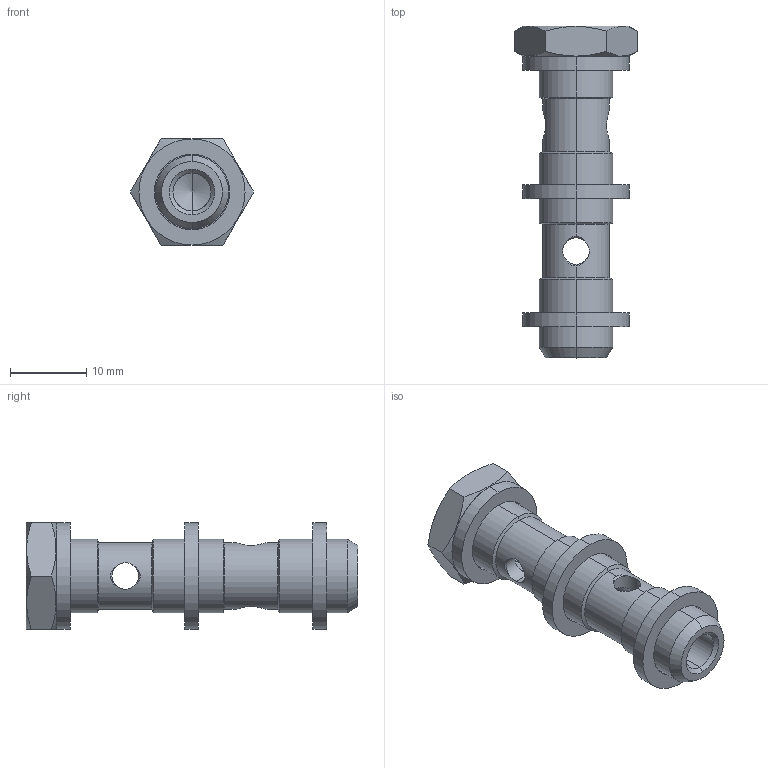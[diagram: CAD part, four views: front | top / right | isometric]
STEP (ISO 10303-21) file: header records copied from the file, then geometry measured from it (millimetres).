
FILE_DESCRIPTION (( 'STEP AP203' ), '1' );
FILE_NAME ('A0220001.STEP', '2009-12-03T10:25:28', ( 'Gabriele' ), ( 'C.Matic srl' ), 'SwSTEP 2.0', 'SolidWorks 2009', '' );
FILE_SCHEMA (( 'CONFIG_CONTROL_DESIGN' ));
Length unit declared in the file: millimetre
Products named in the file (3): 001-0191; A0220001; 003-0046
Assembly tree (4 placements, depth 2):
  A0220001
    001-0191
    003-0046  x3
Bounding box: 16.17 x 43.5 x 14 mm (x, y, z)
Volume: 2882.9 mm3; surface area: 3146.8 mm2
Topology: 4 solids, 4 shells, 73 faces, 182 edges, 113 vertices
Faces by surface type: cylinder 32, cone 26, plane 15
Entity records: 2671 total; most frequent: CARTESIAN_POINT 885, ORIENTED_EDGE 312, DIRECTION 284, EDGE_CURVE 156, AXIS2_PLACEMENT_3D 116, VERTEX_POINT 97, EDGE_LOOP 69, ADVANCED_FACE 61
